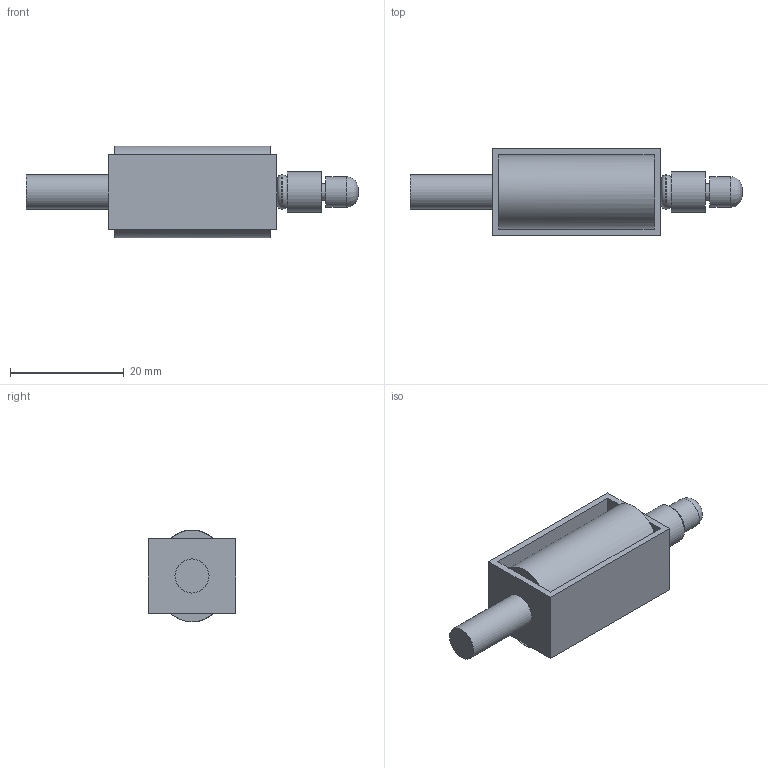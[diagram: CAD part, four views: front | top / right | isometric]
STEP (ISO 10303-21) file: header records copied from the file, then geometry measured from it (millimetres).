
FILE_DESCRIPTION(('FreeCAD Model'),'2;1');
FILE_NAME('Open CASCADE Shape Model','2021-08-08T13:11:03',('Author'),( ''),'Open CASCADE STEP processor 7.5','FreeCAD','Unknown');
FILE_SCHEMA(('AUTOMOTIVE_DESIGN { 1 0 10303 214 1 1 1 1 }'));
Length unit declared in the file: millimetre
Products named in the file (5): Unnamed; axle-extra-spacer; solenoid-body; solenoid-axle; axle-rubber-spacer
Assembly tree (4 placements, depth 2):
  Unnamed
    axle-extra-spacer
    solenoid-body
    solenoid-axle
    axle-rubber-spacer
Bounding box: 58.5 x 15.4 x 16.2 mm (x, y, z)
Volume: 7841.4 mm3; surface area: 5556 mm2
Topology: 4 solids, 4 shells, 40 faces, 80 edges, 49 vertices
Faces by surface type: plane 25, cylinder 9, torus 4, extrusion 1, revolution 1
Full cylindrical faces by diameter (mm): 3 x2, 3.1 x1, 3.5 x1, 5.42 x1, 6 x3, 7.1 x1
Entity records: 4170 total; most frequent: CARTESIAN_POINT 2329, DIRECTION 345, VECTOR 170, LINE 169, ORIENTED_EDGE 160, PCURVE 160, DEFINITIONAL_REPRESENTATION 160, EDGE_CURVE 80
